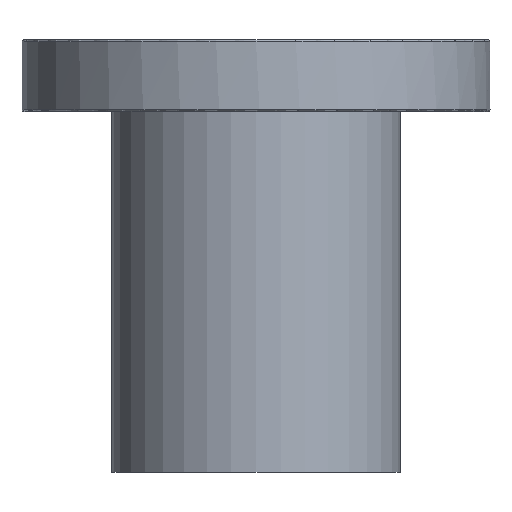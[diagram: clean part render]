
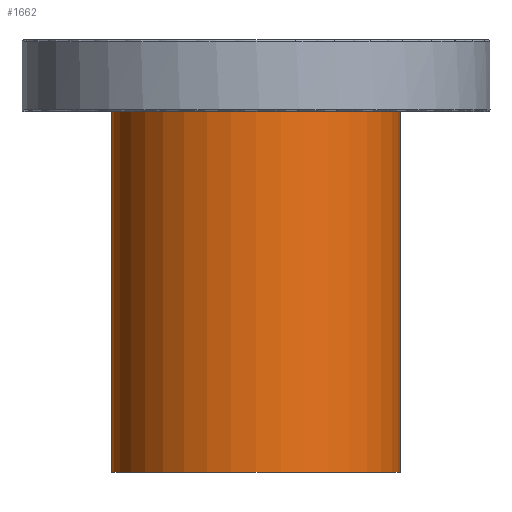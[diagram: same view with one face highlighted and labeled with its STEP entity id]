
A CAD part, front view. The second image highlights one B-rep face of the part: STEP entity #1662.
In plain terms, the highlighted cylindrical face has radius 35 mm (diameter 70 mm), a full revolution.
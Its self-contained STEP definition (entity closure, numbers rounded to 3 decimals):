
#1600=CARTESIAN_POINT('',(0.,-35.0,97.1));
#1601=VERTEX_POINT('',#1600);
#1602=CARTESIAN_POINT('',(0.0,0.0,97.1));
#1603=DIRECTION('',(0.0,0.0,-1.0));
#1604=DIRECTION('',(-1.0,0.0,0.0));
#1605=AXIS2_PLACEMENT_3D('',#1602,#1603,#1604);
#1606=CIRCLE('',#1605,35.0);
#1607=EDGE_CURVE('',#1601,#1601,#1606,.T.);
#1643=CARTESIAN_POINT('',(0.0,0.0,0.0));
#1644=DIRECTION('',(0.0,0.0,1.0));
#1645=DIRECTION('',(-1.0,0.0,0.0));
#1646=AXIS2_PLACEMENT_3D('',#1643,#1644,#1645);
#1647=CYLINDRICAL_SURFACE('',#1646,35.0);
#1648=ORIENTED_EDGE('',*,*,#1607,.T.);
#1649=EDGE_LOOP('',(#1648));
#1650=FACE_OUTER_BOUND('',#1649,.T.);
#1651=CARTESIAN_POINT('',(35.0,0.,0.0));
#1652=VERTEX_POINT('',#1651);
#1653=CARTESIAN_POINT('',(0.0,0.0,0.0));
#1654=DIRECTION('',(0.0,0.0,-1.0));
#1655=DIRECTION('',(-1.0,0.0,0.0));
#1656=AXIS2_PLACEMENT_3D('',#1653,#1654,#1655);
#1657=CIRCLE('',#1656,35.0);
#1658=EDGE_CURVE('',#1652,#1652,#1657,.T.);
#1659=ORIENTED_EDGE('',*,*,#1658,.F.);
#1660=EDGE_LOOP('',(#1659));
#1661=FACE_BOUND('',#1660,.T.);
#1662=ADVANCED_FACE('',(#1650,#1661),#1647,.T.);
